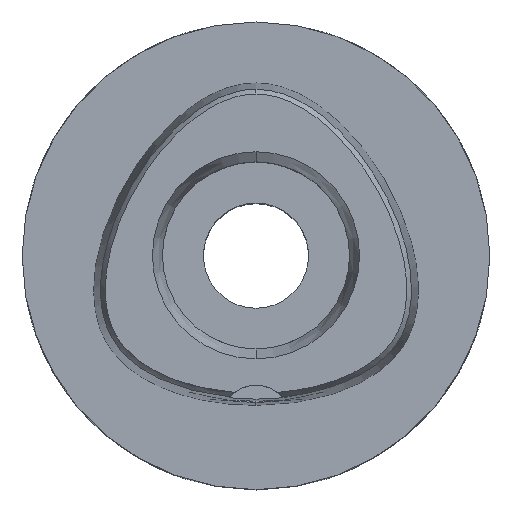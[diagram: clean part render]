
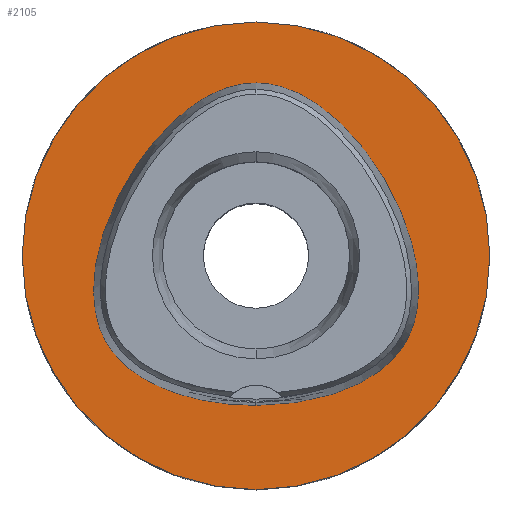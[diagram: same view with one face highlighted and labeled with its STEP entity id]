
A CAD part, top view. The second image highlights one B-rep face of the part: STEP entity #2105.
In plain terms, the highlighted planar face has unit normal (0, 0, 1).
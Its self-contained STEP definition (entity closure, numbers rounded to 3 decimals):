
#28 = CARTESIAN_POINT ( 'NONE',  ( -1.05, 29.575, 0. ) ) ;
#53 = B_SPLINE_CURVE_WITH_KNOTS ( 'NONE', 3,
 ( #510, #28, #3998, #2778, #411, #1993, #4355, #4821, #3214, #3950, #4427, #4337, #4846, #1628, #833, #2851, #2827, #3168, #3972, #435, #2044, #2021, #4020, #457, #4380 ),
 .UNSPECIFIED., .F., .F.,
 ( 4, 1, 1, 1, 1, 1, 1, 1, 1, 1, 1, 1, 1, 1, 1, 1, 1, 1, 1, 1, 1, 1, 4 ),
 ( 0., 0.042, 0.083, 0.125, 0.167, 0.25, 0.333, 0.417, 0.458, 0.5, 0.542, 0.583, 0.625, 0.646, 0.667, 0.687, 0.708, 0.75, 0.792, 0.833, 0.875, 0.917, 1. ),
 .UNSPECIFIED. ) ;
#80 = CARTESIAN_POINT ( 'NONE',  ( 0., 0., 0. ) ) ;
#126 = CARTESIAN_POINT ( 'NONE',  ( 0., 40., 0. ) ) ;
#136 = CARTESIAN_POINT ( 'NONE',  ( 0., -40., 0. ) ) ;
#180 = CARTESIAN_POINT ( 'NONE',  ( 17.753, 19.522, 0. ) ) ;
#205 = CARTESIAN_POINT ( 'NONE',  ( 0., -25.575, 0. ) ) ;
#229 = CARTESIAN_POINT ( 'NONE',  ( 11.74, -24.136, 0. ) ) ;
#282 = CARTESIAN_POINT ( 'NONE',  ( 25.209, 6.827, 0. ) ) ;
#331 = ORIENTED_EDGE ( 'NONE', *, *, #541, .F. ) ;
#367 = ORIENTED_EDGE ( 'NONE', *, *, #3466, .F. ) ;
#411 = CARTESIAN_POINT ( 'NONE',  ( -9.305, 26.792, 0. ) ) ;
#435 = CARTESIAN_POINT ( 'NONE',  ( -18.55, -21.454, 0. ) ) ;
#449 = PLANE ( 'NONE',  #3720 ) ;
#457 = CARTESIAN_POINT ( 'NONE',  ( -2.677, -25.575, 0. ) ) ;
#510 = CARTESIAN_POINT ( 'NONE',  ( 0., 29.575, 0. ) ) ;
#541 = EDGE_CURVE ( 'NONE', #4433, #1505, #1502, .T. ) ;
#621 = VERTEX_POINT ( 'NONE', #126 ) ;
#624 = CARTESIAN_POINT ( 'NONE',  ( 6.262, 28.351, 0. ) ) ;
#677 = EDGE_CURVE ( 'NONE', #1505, #4433, #53, .T. ) ;
#787 = EDGE_CURVE ( 'NONE', #2825, #621, #942, .T. ) ;
#833 = CARTESIAN_POINT ( 'NONE',  ( -26.349, -13.395, 0. ) ) ;
#855 = CIRCLE ( 'NONE', #3473, 40. ) ;
#911 = CARTESIAN_POINT ( 'NONE',  ( 0., 0., 0. ) ) ;
#931 = CARTESIAN_POINT ( 'NONE',  ( 0., -25.575, 0. ) ) ;
#942 = CIRCLE ( 'NONE', #3893, 40. ) ;
#1027 = CARTESIAN_POINT ( 'NONE',  ( 27.855, -5.338, 0. ) ) ;
#1054 = CARTESIAN_POINT ( 'NONE',  ( 15.298, -22.965, 0. ) ) ;
#1107 = CARTESIAN_POINT ( 'NONE',  ( 0., 29.575, 0. ) ) ;
#1426 = CARTESIAN_POINT ( 'NONE',  ( 21.421, -19.599, 0. ) ) ;
#1502 = B_SPLINE_CURVE_WITH_KNOTS ( 'NONE', 3,
 ( #205, #4203, #3317, #229, #1054, #2585, #1426, #2661, #4619, #2961, #4567, #3700, #1830, #1027, #3817, #2934, #282, #2179, #180, #1877, #3731, #624, #3363, #3038, #1107 ),
 .UNSPECIFIED., .F., .F.,
 ( 4, 1, 1, 1, 1, 1, 1, 1, 1, 1, 1, 1, 1, 1, 1, 1, 1, 1, 1, 1, 1, 1, 4 ),
 ( 0., 0.083, 0.125, 0.167, 0.208, 0.25, 0.292, 0.312, 0.333, 0.354, 0.375, 0.417, 0.458, 0.5, 0.542, 0.583, 0.667, 0.75, 0.833, 0.875, 0.917, 0.958, 1. ),
 .UNSPECIFIED. ) ;
#1505 = VERTEX_POINT ( 'NONE', #3743 ) ;
#1628 = CARTESIAN_POINT ( 'NONE',  ( -27.101, -11.411, 0. ) ) ;
#1830 = CARTESIAN_POINT ( 'NONE',  ( 27.684, -8.752, 0. ) ) ;
#1877 = CARTESIAN_POINT ( 'NONE',  ( 13.218, 24.044, 0. ) ) ;
#1993 = CARTESIAN_POINT ( 'NONE',  ( -13.218, 24.044, 0. ) ) ;
#2008 = FACE_BOUND ( 'NONE', #2730, .T. ) ;
#2021 = CARTESIAN_POINT ( 'NONE',  ( -11.74, -24.136, 0. ) ) ;
#2036 = CARTESIAN_POINT ( 'NONE',  ( 0., 0., 0. ) ) ;
#2044 = CARTESIAN_POINT ( 'NONE',  ( -15.298, -22.965, 0. ) ) ;
#2071 = DIRECTION ( 'NONE',  ( 0., 1., 0. ) ) ;
#2105 = ADVANCED_FACE ( 'NONE', ( #2347, #2008 ), #449, .F. ) ;
#2179 = CARTESIAN_POINT ( 'NONE',  ( 22.339, 12.897, 0. ) ) ;
#2347 = FACE_OUTER_BOUND ( 'NONE', #3049, .T. ) ;
#2433 = DIRECTION ( 'NONE',  ( 0., 0., -1. ) ) ;
#2481 = DIRECTION ( 'NONE',  ( 0., 0., -1. ) ) ;
#2554 = ORIENTED_EDGE ( 'NONE', *, *, #787, .F. ) ;
#2585 = CARTESIAN_POINT ( 'NONE',  ( 18.55, -21.454, 0. ) ) ;
#2661 = CARTESIAN_POINT ( 'NONE',  ( 23.433, -17.764, 0. ) ) ;
#2730 = EDGE_LOOP ( 'NONE', ( #4266, #331 ) ) ;
#2778 = CARTESIAN_POINT ( 'NONE',  ( -6.262, 28.351, 0. ) ) ;
#2825 = VERTEX_POINT ( 'NONE', #136 ) ;
#2827 = CARTESIAN_POINT ( 'NONE',  ( -24.775, -16.122, 0. ) ) ;
#2851 = CARTESIAN_POINT ( 'NONE',  ( -25.638, -14.802, 0. ) ) ;
#2934 = CARTESIAN_POINT ( 'NONE',  ( 26.772, 1.9, 0. ) ) ;
#2961 = CARTESIAN_POINT ( 'NONE',  ( 25.638, -14.802, 0. ) ) ;
#3038 = CARTESIAN_POINT ( 'NONE',  ( 1.05, 29.575, 0. ) ) ;
#3049 = EDGE_LOOP ( 'NONE', ( #367, #2554 ) ) ;
#3168 = CARTESIAN_POINT ( 'NONE',  ( -23.433, -17.764, 0. ) ) ;
#3214 = CARTESIAN_POINT ( 'NONE',  ( -25.209, 6.827, 0. ) ) ;
#3317 = CARTESIAN_POINT ( 'NONE',  ( 6.692, -25.245, 0. ) ) ;
#3363 = CARTESIAN_POINT ( 'NONE',  ( 3.149, 29.34, 0. ) ) ;
#3466 = EDGE_CURVE ( 'NONE', #621, #2825, #855, .T. ) ;
#3473 = AXIS2_PLACEMENT_3D ( 'NONE', #80, #2433, #2071 ) ;
#3533 = DIRECTION ( 'NONE',  ( 0., 0., -1. ) ) ;
#3700 = CARTESIAN_POINT ( 'NONE',  ( 27.101, -11.411, 0. ) ) ;
#3720 = AXIS2_PLACEMENT_3D ( 'NONE', #2036, #3533, #4710 ) ;
#3731 = CARTESIAN_POINT ( 'NONE',  ( 9.305, 26.792, 0. ) ) ;
#3743 = CARTESIAN_POINT ( 'NONE',  ( 0., 29.575, 0. ) ) ;
#3817 = CARTESIAN_POINT ( 'NONE',  ( 27.537, -1.766, 0. ) ) ;
#3893 = AXIS2_PLACEMENT_3D ( 'NONE', #911, #2481, #4045 ) ;
#3950 = CARTESIAN_POINT ( 'NONE',  ( -26.772, 1.9, 0. ) ) ;
#3972 = CARTESIAN_POINT ( 'NONE',  ( -21.421, -19.599, 0. ) ) ;
#3998 = CARTESIAN_POINT ( 'NONE',  ( -3.149, 29.34, 0. ) ) ;
#4020 = CARTESIAN_POINT ( 'NONE',  ( -6.692, -25.245, 0. ) ) ;
#4045 = DIRECTION ( 'NONE',  ( 0., -1., 0. ) ) ;
#4203 = CARTESIAN_POINT ( 'NONE',  ( 2.677, -25.575, 0. ) ) ;
#4266 = ORIENTED_EDGE ( 'NONE', *, *, #677, .F. ) ;
#4337 = CARTESIAN_POINT ( 'NONE',  ( -27.855, -5.338, 0. ) ) ;
#4355 = CARTESIAN_POINT ( 'NONE',  ( -17.753, 19.522, 0. ) ) ;
#4380 = CARTESIAN_POINT ( 'NONE',  ( 0., -25.575, 0. ) ) ;
#4427 = CARTESIAN_POINT ( 'NONE',  ( -27.537, -1.766, 0. ) ) ;
#4433 = VERTEX_POINT ( 'NONE', #931 ) ;
#4567 = CARTESIAN_POINT ( 'NONE',  ( 26.349, -13.395, 0. ) ) ;
#4619 = CARTESIAN_POINT ( 'NONE',  ( 24.775, -16.122, 0. ) ) ;
#4710 = DIRECTION ( 'NONE',  ( 0., -1., 0. ) ) ;
#4821 = CARTESIAN_POINT ( 'NONE',  ( -22.339, 12.897, 0. ) ) ;
#4846 = CARTESIAN_POINT ( 'NONE',  ( -27.684, -8.752, 0. ) ) ;
